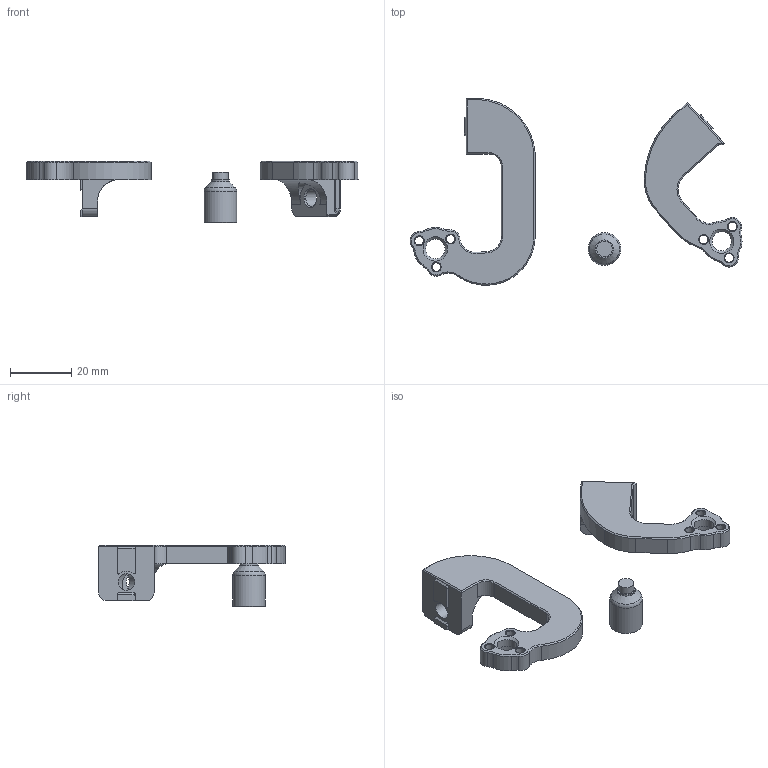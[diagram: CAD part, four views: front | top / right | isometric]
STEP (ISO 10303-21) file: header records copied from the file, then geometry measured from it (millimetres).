
FILE_DESCRIPTION(/* description */ (''),/* implementation_level */ '2;1');
FILE_NAME(/* name */ 'Top supports.step',/* time_stamp */ '2023-08-07T17:51:27+02:00',/* author */ (''),/* organization */ (''),/* preprocessor_version */ 'ST-DEVELOPER v20',/* originating_system */ 'Autodesk Translation Framework v12.9.0.99',/* authorisation */ '');
FILE_SCHEMA (('AUTOMOTIVE_DESIGN { 1 0 10303 214 3 1 1 }'));
Length unit declared in the file: millimetre
Products named in the file (1): Top support v2-CAD export
Bounding box: 108.03 x 60.73 x 20.05 mm (x, y, z)
Volume: 13293.9 mm3; surface area: 8183.9 mm2
Topology: 3 solids, 3 shells, 184 faces, 461 edges, 283 vertices
Faces by surface type: cylinder 73, plane 55, cone 54, bspline 1, torus 1
Full cylindrical faces by diameter (mm): 2.8 x6, 5.1 x1, 5.4 x2, 5.9 x1, 6.3 x2, 8.2 x3, 10.6 x1
Entity records: 5685 total; most frequent: CARTESIAN_POINT 1085, DIRECTION 1023, ORIENTED_EDGE 922, EDGE_CURVE 461, AXIS2_PLACEMENT_3D 394, VERTEX_POINT 283, LINE 235, VECTOR 235
